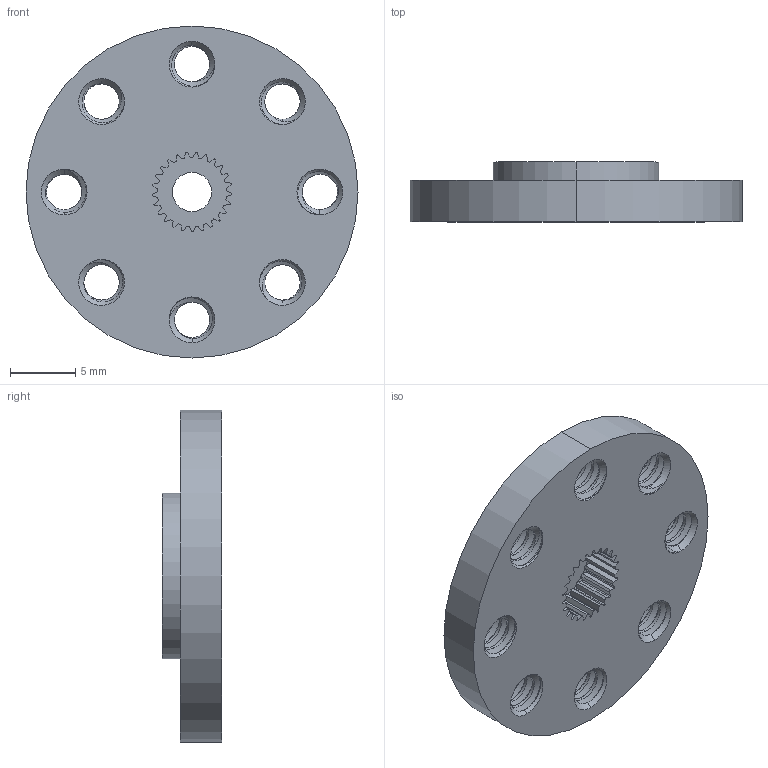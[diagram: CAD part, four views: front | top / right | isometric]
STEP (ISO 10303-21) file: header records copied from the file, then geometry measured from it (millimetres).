
FILE_DESCRIPTION (( 'STEP AP203' ), '1' );
FILE_NAME ('525125.STEP', '2017-06-28T15:38:52', ( '' ), ( '' ), 'SwSTEP 2.0', 'SolidWorks 2016', '' );
FILE_SCHEMA (( 'CONFIG_CONTROL_DESIGN' ));
Length unit declared in the file: inch
Products named in the file (1): 525125
Bounding box: 25.39 x 4.57 x 25.39 mm (x, y, z)
Volume: 1490.5 mm3; surface area: 1679.4 mm2
Topology: 1 solids, 1 shells, 311 faces, 878 edges, 572 vertices
Faces by surface type: cylinder 190, plane 55, cone 50, bspline 16
Entity records: 19147 total; most frequent: CARTESIAN_POINT 11762, ORIENTED_EDGE 1756, DIRECTION 1350, EDGE_CURVE 878, VERTEX_POINT 572, AXIS2_PLACEMENT_3D 496, VECTOR 358, LINE 358
